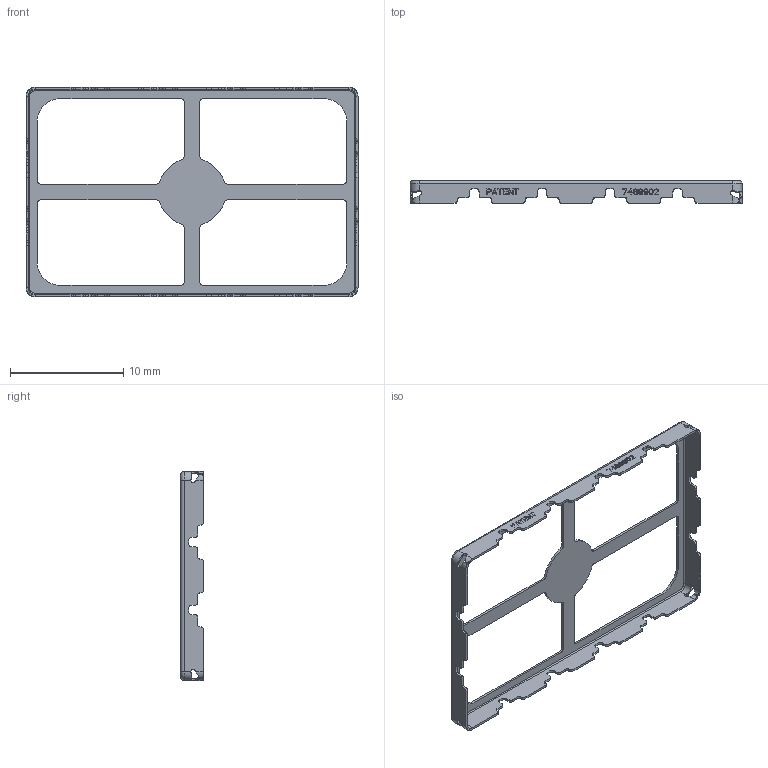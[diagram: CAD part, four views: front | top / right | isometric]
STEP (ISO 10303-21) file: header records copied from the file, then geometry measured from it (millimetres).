
FILE_DESCRIPTION((''),'2;1');
FILE_NAME('BMI-S-209-F-20','2020-10-15T11:55:08',('Tim.Wrona'),('LAIRD'),'CREO PARAMETRIC BY PTC INC, 2018020','CREO PARAMETRIC BY PTC INC, 2018020','');
FILE_SCHEMA(('AUTOMOTIVE_DESIGN { 1 0 10303 214 1 1 1 1 }'));
Length unit declared in the file: millimetre
Products named in the file (1): BMI-S-209-F-20
Bounding box: 29.36 x 2 x 18.5 mm (x, y, z)
Volume: 59.9 mm3; surface area: 660.1 mm2
Topology: 1 solids, 1 shells, 798 faces, 2226 edges, 1452 vertices
Faces by surface type: plane 570, cylinder 160, bspline 60, torus 8
Entity records: 34899 total; most frequent: CARTESIAN_POINT 6836, ORIENTED_EDGE 4452, DIRECTION 3915, PRESENTATION_STYLE_ASSIGNMENT 2227, STYLED_ITEM 2227, CURVE_STYLE 2226, EDGE_CURVE 2226, VECTOR 1786
